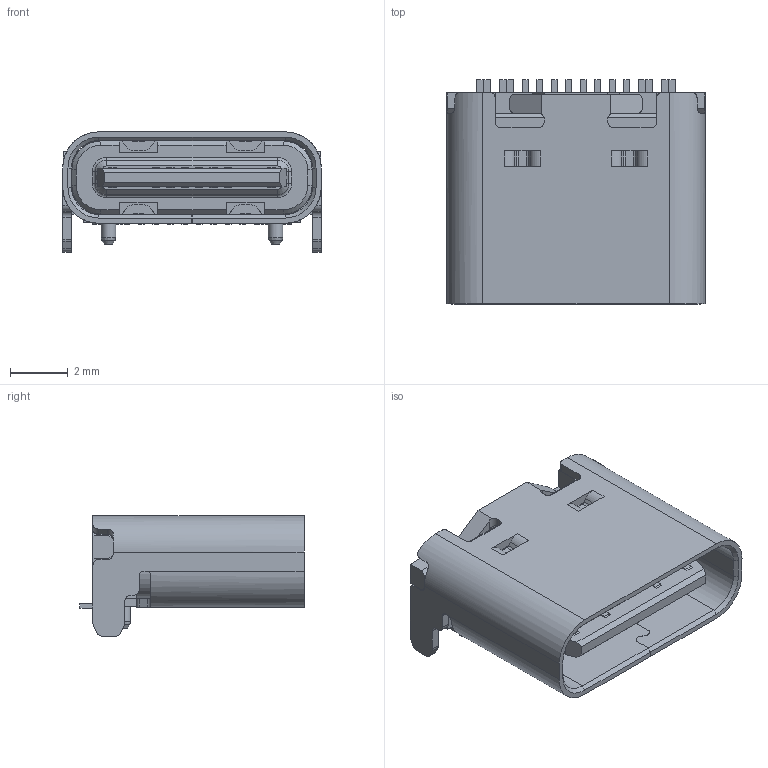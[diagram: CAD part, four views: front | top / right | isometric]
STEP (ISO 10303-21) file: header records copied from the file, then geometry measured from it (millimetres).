
FILE_DESCRIPTION(/* description */ (''),/* implementation_level */ '2;1');
FILE_NAME(/* name */ '4 TYPE-C 16PIN后两脚插三模 发客户.stp',/* time_stamp */ '2023-09-15T18:10:08+08:00',/* author */ (''),/* organization */ (''),/* preprocessor_version */ 'ST-DEVELOPER v16',/* originating_system */ 'SIEMENS PLM Software NX 10.0',/* authorisation */ '');
FILE_SCHEMA (('AP203_CONFIGURATION_CONTROLLED_3D_DESIGN_OF_MECHANICAL_PARTS_AND_ASSEMBLIES_MIM_LF { 1 0 10303 403 2 1 2}'));
Length unit declared in the file: millimetre
Products named in the file (1): Admi20F49F900uvu
Bounding box: 8.94 x 7.75 x 4.16 mm (x, y, z)
Volume: 117.5 mm3; surface area: 474.7 mm2
Topology: 1 solids, 1 shells, 563 faces, 1669 edges, 1084 vertices
Faces by surface type: plane 415, cylinder 126, cone 14, bspline 4, torus 4
Entity records: 19217 total; most frequent: CARTESIAN_POINT 3881, ORIENTED_EDGE 3326, DIRECTION 3037, EDGE_CURVE 1663, LINE 1329, VECTOR 1329, VERTEX_POINT 1082, AXIS2_PLACEMENT_3D 854
